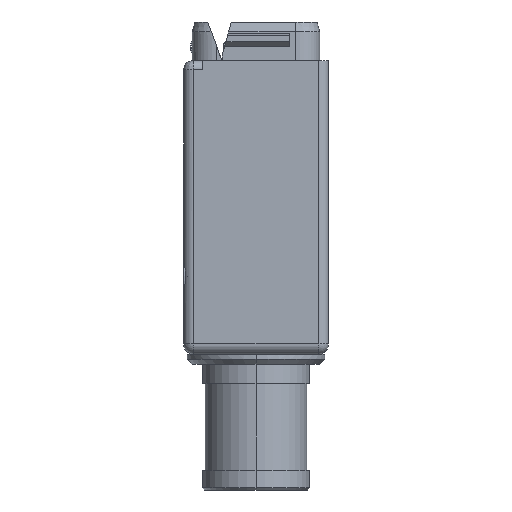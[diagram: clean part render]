
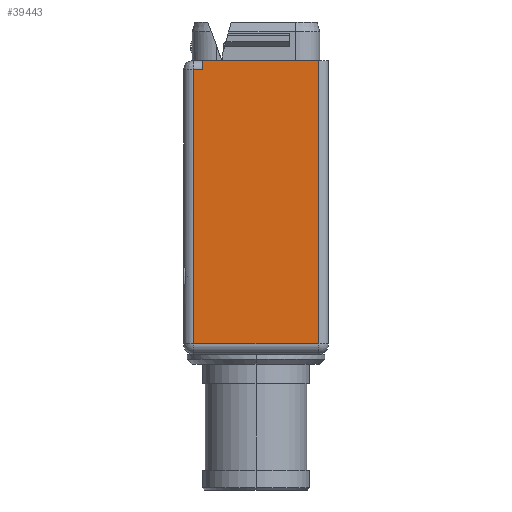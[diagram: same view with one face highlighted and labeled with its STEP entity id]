
A CAD part, left-side view. The second image highlights one B-rep face of the part: STEP entity #39443.
In plain terms, the highlighted planar face has unit normal (-1, 0, 0).
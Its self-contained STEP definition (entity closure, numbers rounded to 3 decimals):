
#2044=DIRECTION('',(0.,1.,0.));
#2045=VECTOR('',#2044,11.93);
#2046=CARTESIAN_POINT('',(-22.25,-6.43,0.));
#2047=LINE('',#2046,#2045);
#2053=DIRECTION('',(0.,0.,-1.));
#2054=VECTOR('',#2053,0.94);
#2055=CARTESIAN_POINT('',(-22.25,5.5,0.));
#2056=LINE('',#2055,#2054);
#2057=DIRECTION('',(0.,1.,0.));
#2058=VECTOR('',#2057,0.93);
#2059=CARTESIAN_POINT('',(-22.25,5.5,-0.94));
#2060=LINE('',#2059,#2058);
#2070=DIRECTION('',(0.,-1.,0.));
#2071=VECTOR('',#2070,12.86);
#2072=CARTESIAN_POINT('',(-22.25,6.43,-29.25));
#2073=LINE('',#2072,#2071);
#2357=DIRECTION('',(0.,0.,1.));
#2358=VECTOR('',#2357,29.25);
#2359=CARTESIAN_POINT('',(-22.25,-6.43,-29.25));
#2360=LINE('',#2359,#2358);
#2799=DIRECTION('',(0.,0.,-1.));
#2800=VECTOR('',#2799,28.31);
#2801=CARTESIAN_POINT('',(-22.25,6.43,-0.94));
#2802=LINE('',#2801,#2800);
#32562=CARTESIAN_POINT('',(-22.25,-6.43,-29.25));
#32563=CARTESIAN_POINT('',(-22.25,-6.43,0.));
#32564=VERTEX_POINT('',#32562);
#32565=VERTEX_POINT('',#32563);
#32576=CARTESIAN_POINT('',(-22.25,5.5,0.));
#32577=VERTEX_POINT('',#32576);
#33971=CARTESIAN_POINT('',(-22.25,6.43,-29.25));
#33972=VERTEX_POINT('',#33971);
#33977=CARTESIAN_POINT('',(-22.25,6.43,-0.94));
#33979=VERTEX_POINT('',#33977);
#34617=CARTESIAN_POINT('',(-22.25,5.5,-0.94));
#34619=VERTEX_POINT('',#34617);
#39427=CARTESIAN_POINT('',(-22.25,-7.48,0.));
#39428=DIRECTION('',(-1.,0.,0.));
#39429=DIRECTION('',(0.,1.,0.));
#39430=AXIS2_PLACEMENT_3D('',#39427,#39428,#39429);
#39431=PLANE('',#39430);
#39433=ORIENTED_EDGE('',*,*,#39432,.F.);
#39435=ORIENTED_EDGE('',*,*,#39434,.F.);
#39436=ORIENTED_EDGE('',*,*,#39419,.F.);
#39437=ORIENTED_EDGE('',*,*,#39408,.F.);
#39438=ORIENTED_EDGE('',*,*,#39395,.F.);
#39440=ORIENTED_EDGE('',*,*,#39439,.F.);
#39441=EDGE_LOOP('',(#39433,#39435,#39436,#39437,#39438,#39440));
#39442=FACE_OUTER_BOUND('',#39441,.F.);
#39443=ADVANCED_FACE('',(#39442),#39431,.T.);
#39395=EDGE_CURVE('',#32565,#32577,#2047,.T.);
#39408=EDGE_CURVE('',#32577,#34619,#2056,.T.);
#39419=EDGE_CURVE('',#34619,#33979,#2060,.T.);
#39432=EDGE_CURVE('',#33972,#32564,#2073,.T.);
#39434=EDGE_CURVE('',#33979,#33972,#2802,.T.);
#39439=EDGE_CURVE('',#32564,#32565,#2360,.T.);
